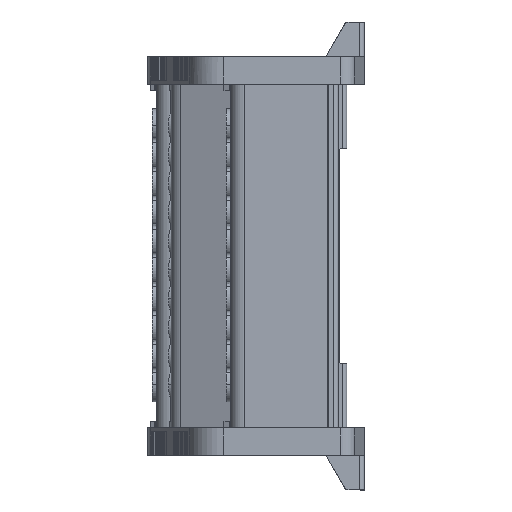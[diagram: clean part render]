
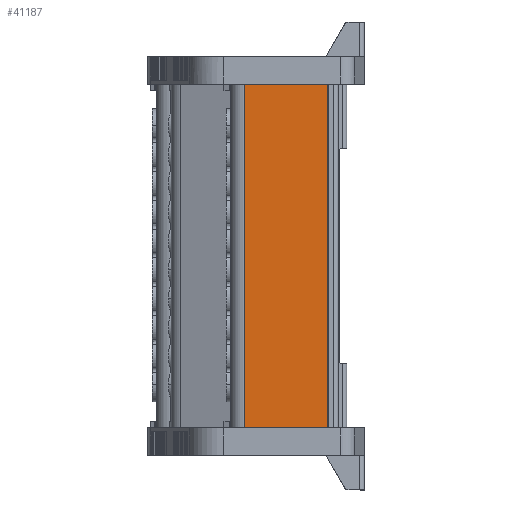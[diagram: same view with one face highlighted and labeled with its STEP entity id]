
A CAD part, left-side view. The second image highlights one B-rep face of the part: STEP entity #41187.
In plain terms, the highlighted planar face has unit normal (-1, 0.018, 0).
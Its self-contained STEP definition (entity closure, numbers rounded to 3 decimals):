
#5856 = VECTOR ( 'NONE', #14947, 1000. ) ;
#8594 = EDGE_LOOP ( 'NONE', ( #46945, #47005, #46868, #46940 ) ) ;
#12141 = AXIS2_PLACEMENT_3D ( 'NONE', #33556, #33588, #33519 ) ;
#13463 = VECTOR ( 'NONE', #16094, 1000. ) ;
#13635 = VECTOR ( 'NONE', #16239, 1000. ) ;
#14809 = LINE ( 'NONE', #14812, #5856 ) ;
#14812 = CARTESIAN_POINT ( 'NONE',  ( -328.43, 193.983, 100.312 ) ) ;
#14947 = DIRECTION ( 'NONE',  ( 0.017, 1., 0. ) ) ;
#16090 = CARTESIAN_POINT ( 'NONE',  ( -328.43, 193.983, 25.713 ) ) ;
#16094 = DIRECTION ( 'NONE',  ( -0.017, -1., 0. ) ) ;
#16145 = LINE ( 'NONE', #16090, #13463 ) ;
#16167 = LINE ( 'NONE', #16192, #13635 ) ;
#16192 = CARTESIAN_POINT ( 'NONE',  ( -328.098, 213.013, 176.655 ) ) ;
#16239 = DIRECTION ( 'NONE',  ( 0., 0., -1. ) ) ;
#17239 = VERTEX_POINT ( 'NONE', #79688 ) ;
#17283 = VERTEX_POINT ( 'NONE', #79658 ) ;
#33500 = VECTOR ( 'NONE', #35269, 1000. ) ;
#33519 = DIRECTION ( 'NONE',  ( -0.017, -1., 0. ) ) ;
#33521 = PLANE ( 'NONE',  #12141 ) ;
#33556 = CARTESIAN_POINT ( 'NONE',  ( -328.43, 193.983, 176.655 ) ) ;
#33588 = DIRECTION ( 'NONE',  ( -1., 0.017, 0. ) ) ;
#33608 = FACE_OUTER_BOUND ( 'NONE', #8594, .T. ) ;
#35269 = DIRECTION ( 'NONE',  ( 0., 0., 1. ) ) ;
#35324 = LINE ( 'NONE', #35326, #33500 ) ;
#35326 = CARTESIAN_POINT ( 'NONE',  ( -328.43, 193.983, 176.655 ) ) ;
#40157 = EDGE_CURVE ( 'NONE', #17283, #64546, #14809, .T. ) ;
#40347 = EDGE_CURVE ( 'NONE', #64807, #17239, #16145, .T. ) ;
#40372 = EDGE_CURVE ( 'NONE', #64546, #64807, #16167, .T. ) ;
#41187 = ADVANCED_FACE ( 'NONE', ( #33608 ), #33521, .T. ) ;
#46868 = ORIENTED_EDGE ( 'NONE', *, *, #40347, .T. ) ;
#46940 = ORIENTED_EDGE ( 'NONE', *, *, #102478, .T. ) ;
#46945 = ORIENTED_EDGE ( 'NONE', *, *, #40157, .T. ) ;
#47005 = ORIENTED_EDGE ( 'NONE', *, *, #40372, .T. ) ;
#64546 = VERTEX_POINT ( 'NONE', #110480 ) ;
#64807 = VERTEX_POINT ( 'NONE', #110635 ) ;
#79658 = CARTESIAN_POINT ( 'NONE',  ( -328.43, 193.983, 100.312 ) ) ;
#79688 = CARTESIAN_POINT ( 'NONE',  ( -328.43, 193.983, 25.713 ) ) ;
#102478 = EDGE_CURVE ( 'NONE', #17239, #17283, #35324, .T. ) ;
#110480 = CARTESIAN_POINT ( 'NONE',  ( -328.098, 213.013, 100.312 ) ) ;
#110635 = CARTESIAN_POINT ( 'NONE',  ( -328.098, 213.013, 25.713 ) ) ;
